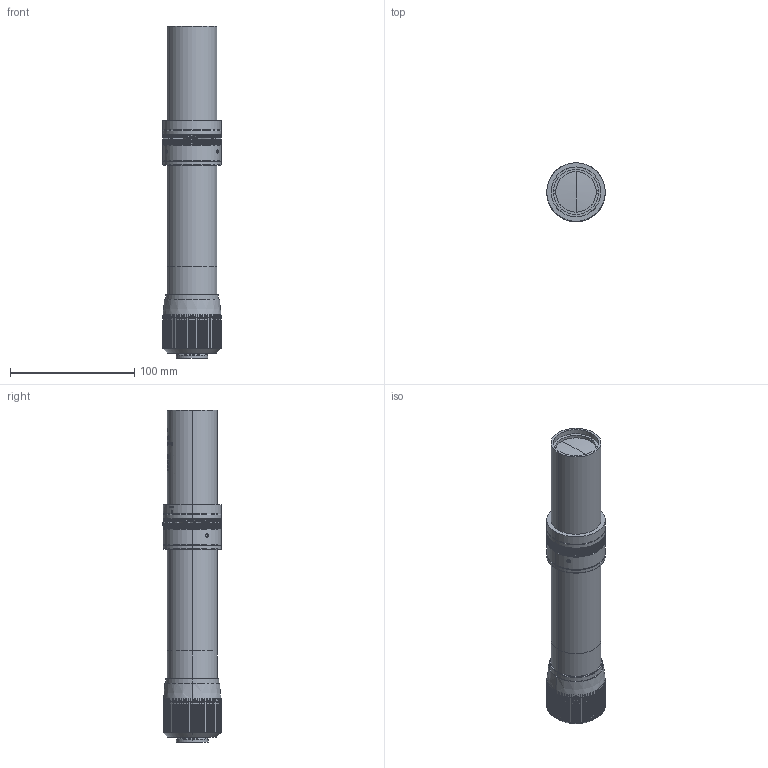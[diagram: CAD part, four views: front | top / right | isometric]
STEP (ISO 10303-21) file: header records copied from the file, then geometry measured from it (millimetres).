
FILE_DESCRIPTION (( 'STEP AP203' ), '1' );
FILE_NAME ('S5LPJ6425_01.STEP', '2022-02-23T09:56:39', ( '' ), ( '' ), 'SwSTEP 2.0', 'SolidWorks 2021', '' );
FILE_SCHEMA (( 'CONFIG_CONTROL_DESIGN' ));
Length unit declared in the file: millimetre
Products named in the file (14): 588207; 588206; 588209; S5LPJ6425_01; 279103; S5LDX6420; 591104; 542007; 588202_S5LPJ6425; 591103; DIN 913 - M3 x 2.5-N_DIN 913 - M3 x 2.5-N; S5LMN6420; 588208_mit R„ndel; 588204_r„ndel
Assembly tree (18 placements, depth 2):
  S5LPJ6425_01
    S5LDX6420
    S5LMN6420
    588202_S5LPJ6425
    591103
    588206
    279103
    588204_r„ndel
    588207
    DIN 913 - M3 x 2.5-N_DIN 913 - M3 x 2.5-N  x6
    542007
    588208_mit R„ndel
    588209
    591104
Bounding box: 47 x 47.4 x 266.84 mm (x, y, z)
Volume: 153776.3 mm3; surface area: 103164.8 mm2
Topology: 18 solids, 18 shells, 1872 faces, 4740 edges, 3008 vertices
Faces by surface type: plane 928, bspline 333, cylinder 331, cone 232, torus 40, sphere 8
Entity records: 87640 total; most frequent: CARTESIAN_POINT 46445, ORIENTED_EDGE 9160, DIRECTION 6715, EDGE_CURVE 4580, VERTEX_POINT 2908, AXIS2_PLACEMENT_3D 2529, EDGE_LOOP 1930, B_SPLINE_CURVE_WITH_KNOTS 1855
